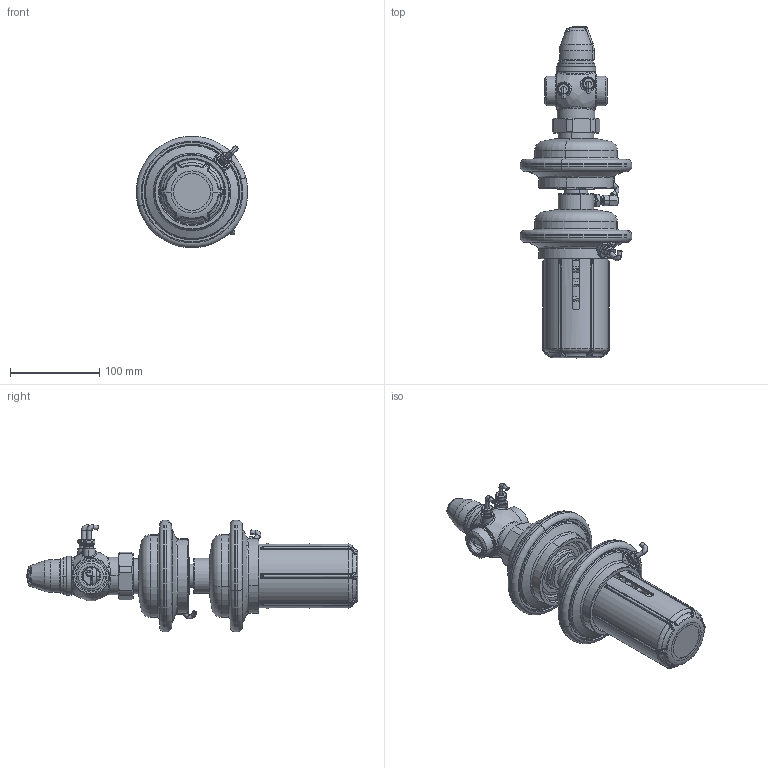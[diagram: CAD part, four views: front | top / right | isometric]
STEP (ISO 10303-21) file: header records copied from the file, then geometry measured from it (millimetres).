
FILE_DESCRIPTION((''),'2;1');
FILE_NAME('003H6550','2015-03-10T',('u317927'),('Danfoss'),'PRO/ENGINEER BY PARAMETRIC TECHNOLOGY CORPORATION, 2014000','PRO/ENGINEER BY PARAMETRIC TECHNOLOGY CORPORATION, 2014000','');
FILE_SCHEMA(('CONFIG_CONTROL_DESIGN'));
Length unit declared in the file: millimetre
Products named in the file (1): 003H6550
Bounding box: 124.71 x 372.15 x 124.71 mm (x, y, z)
Volume: 640482.3 mm3; surface area: 327791.2 mm2
Topology: 6 solids, 6 shells, 2045 faces, 4800 edges, 2866 vertices
Faces by surface type: cylinder 537, plane 485, cone 377, bspline 333, torus 297, sphere 16
Entity records: 87026 total; most frequent: CARTESIAN_POINT 42185, ORIENTED_EDGE 9572, DIRECTION 9249, EDGE_CURVE 4786, AXIS2_PLACEMENT_3D 3919, VERTEX_POINT 2866, EDGE_LOOP 2216, CIRCLE 2207
